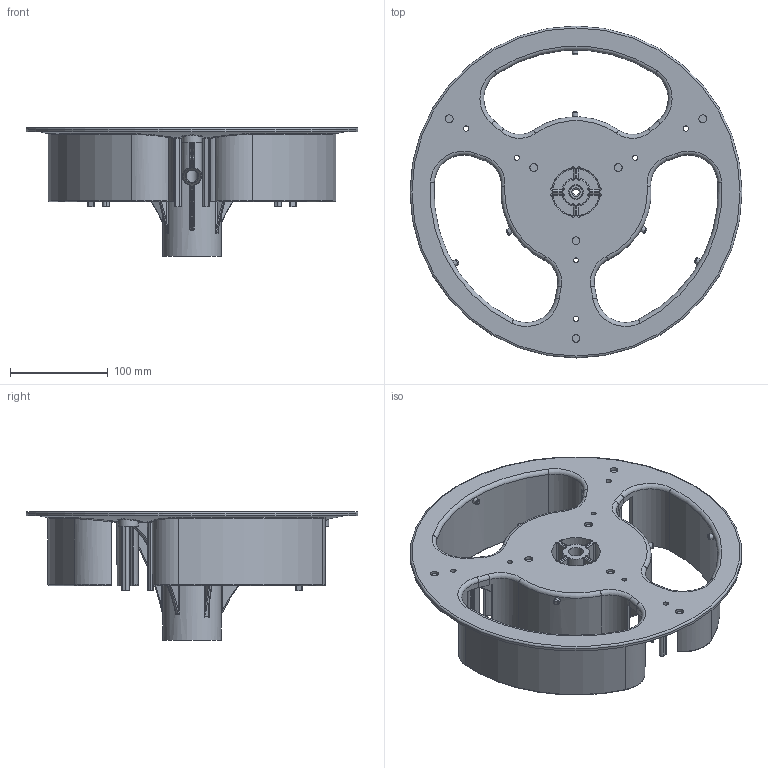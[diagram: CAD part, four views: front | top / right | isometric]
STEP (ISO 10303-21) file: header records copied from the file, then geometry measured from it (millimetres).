
FILE_DESCRIPTION(/* description */ (''),/* implementation_level */ '2;1');
FILE_NAME(/* name */ 'Disc Guide.stp',/* time_stamp */ '2018-10-29T17:34:54+05:00',/* author */ (''),/* organization */ (''),/* preprocessor_version */ 'ST-DEVELOPER v16',/* originating_system */ 'SIEMENS PLM Software NX 10.0',/* authorisation */ '');
FILE_SCHEMA (('AUTOMOTIVE_DESIGN_CC2 { 1 2 10303 214 -1 1 5 1 }'));
Length unit declared in the file: millimetre
Products named in the file (1): IMPELLER
Bounding box: 340 x 340 x 132 mm (x, y, z)
Volume: 917416.6 mm3; surface area: 391907.8 mm2
Topology: 1 solids, 11 shells, 597 faces, 1611 edges, 1176 vertices
Faces by surface type: cylinder 194, plane 148, bspline 127, torus 93, sphere 35
Full cylindrical faces by diameter (mm): 5 x3, 5.5 x3, 6 x6, 6.6 x1, 8 x6, 12 x3, 15 x1, 60 x1, 334 x1, 340 x1
Entity records: 32764 total; most frequent: CARTESIAN_POINT 18535, DIRECTION 2751, ORIENTED_EDGE 2722, EDGE_CURVE 1381, AXIS2_PLACEMENT_3D 1132, VERTEX_POINT 864, EDGE_LOOP 685, CIRCLE 623
